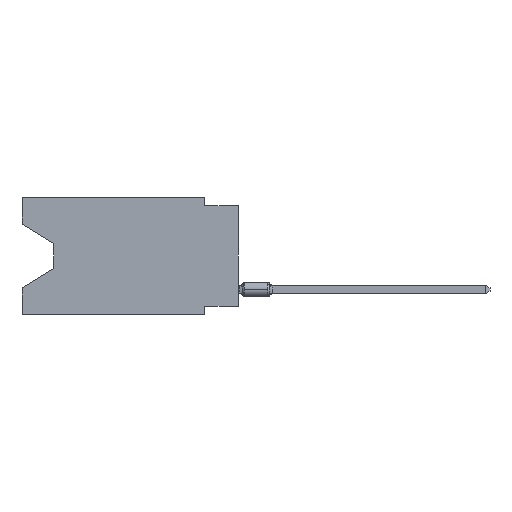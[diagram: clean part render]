
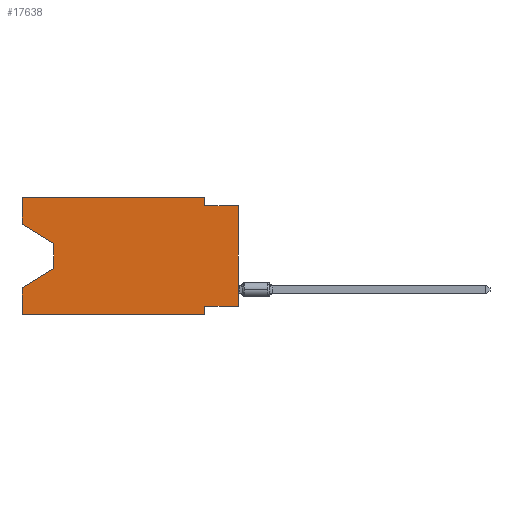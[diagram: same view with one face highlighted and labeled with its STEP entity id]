
A CAD part, left-side view. The second image highlights one B-rep face of the part: STEP entity #17638.
In plain terms, the highlighted planar face has unit normal (-1, 0, 0).
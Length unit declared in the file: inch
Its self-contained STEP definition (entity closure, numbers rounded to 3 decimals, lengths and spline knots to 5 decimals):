
#445 = DIRECTION ( 'NONE',  ( 0., 0., -1. ) ) ;
#822 = ORIENTED_EDGE ( 'NONE', *, *, #14539, .F. ) ;
#2082 = VERTEX_POINT ( 'NONE', #16854 ) ;
#2277 = VERTEX_POINT ( 'NONE', #14289 ) ;
#2354 = DIRECTION ( 'NONE',  ( 0., -1., 0. ) ) ;
#2405 = DIRECTION ( 'NONE',  ( 0., -1., 0. ) ) ;
#2411 = LINE ( 'NONE', #16193, #20192 ) ;
#2926 = PLANE ( 'NONE',  #6964 ) ;
#3063 = VECTOR ( 'NONE', #15791, 39.37008 ) ;
#3218 = EDGE_CURVE ( 'NONE', #2277, #17300, #16977, .T. ) ;
#3527 = VERTEX_POINT ( 'NONE', #22261 ) ;
#3620 = VERTEX_POINT ( 'NONE', #18225 ) ;
#3807 = ORIENTED_EDGE ( 'NONE', *, *, #20204, .F. ) ;
#4162 = LINE ( 'NONE', #11182, #11841 ) ;
#4337 = VECTOR ( 'NONE', #8246, 39.37008 ) ;
#4551 = VECTOR ( 'NONE', #15154, 39.37008 ) ;
#4925 = CARTESIAN_POINT ( 'NONE',  ( 0., 0.645, 0. ) ) ;
#4969 = VERTEX_POINT ( 'NONE', #8362 ) ;
#5114 = EDGE_CURVE ( 'NONE', #15647, #21427, #5478, .T. ) ;
#5192 = EDGE_LOOP ( 'NONE', ( #21549, #5681, #5944, #18162, #18633, #822, #22664, #7526, #21564, #16357, #3807, #9871 ) ) ;
#5478 = LINE ( 'NONE', #10450, #15466 ) ;
#5540 = CARTESIAN_POINT ( 'NONE',  ( 0., 0.55, -0.138 ) ) ;
#5681 = ORIENTED_EDGE ( 'NONE', *, *, #15178, .T. ) ;
#5829 = CARTESIAN_POINT ( 'NONE',  ( 0., 0.55, -0.138 ) ) ;
#5909 = LINE ( 'NONE', #9608, #9515 ) ;
#5944 = ORIENTED_EDGE ( 'NONE', *, *, #20763, .T. ) ;
#6160 = CARTESIAN_POINT ( 'NONE',  ( 0., 0.1, 0. ) ) ;
#6480 = DIRECTION ( 'NONE',  ( 0., 0., -1. ) ) ;
#6877 = EDGE_CURVE ( 'NONE', #17300, #3527, #5909, .T. ) ;
#6964 = AXIS2_PLACEMENT_3D ( 'NONE', #18687, #16732, #6480 ) ;
#7526 = ORIENTED_EDGE ( 'NONE', *, *, #8821, .T. ) ;
#8240 = CARTESIAN_POINT ( 'NONE',  ( 0., 0.1, -0.025 ) ) ;
#8246 = DIRECTION ( 'NONE',  ( 0., 0., -1. ) ) ;
#8362 = CARTESIAN_POINT ( 'NONE',  ( 0., 0.645, -0.26975 ) ) ;
#8661 = VERTEX_POINT ( 'NONE', #16059 ) ;
#8810 = VECTOR ( 'NONE', #445, 39.37008 ) ;
#8821 = EDGE_CURVE ( 'NONE', #20425, #3527, #11824, .T. ) ;
#8865 = VERTEX_POINT ( 'NONE', #10108 ) ;
#9286 = CARTESIAN_POINT ( 'NONE',  ( 0., 0.645, 0. ) ) ;
#9302 = LINE ( 'NONE', #5829, #4337 ) ;
#9445 = LINE ( 'NONE', #12878, #13963 ) ;
#9515 = VECTOR ( 'NONE', #2354, 39.37008 ) ;
#9596 = CARTESIAN_POINT ( 'NONE',  ( 0., 0., -0.325 ) ) ;
#9608 = CARTESIAN_POINT ( 'NONE',  ( 0., 0., -0.025 ) ) ;
#9632 = DIRECTION ( 'NONE',  ( 0., 0., -1. ) ) ;
#9871 = ORIENTED_EDGE ( 'NONE', *, *, #5114, .F. ) ;
#10108 = CARTESIAN_POINT ( 'NONE',  ( 0., 0.1, -0.325 ) ) ;
#10450 = CARTESIAN_POINT ( 'NONE',  ( 0., 0.645, 0. ) ) ;
#10781 = DIRECTION ( 'NONE',  ( 0., 0., 1. ) ) ;
#11182 = CARTESIAN_POINT ( 'NONE',  ( 0., 0.55, -0.212 ) ) ;
#11446 = FACE_OUTER_BOUND ( 'NONE', #5192, .T. ) ;
#11824 = LINE ( 'NONE', #16878, #4551 ) ;
#11841 = VECTOR ( 'NONE', #21767, 39.37008 ) ;
#12504 = DIRECTION ( 'NONE',  ( 0., 0., 1. ) ) ;
#12878 = CARTESIAN_POINT ( 'NONE',  ( 0., 0., -0.325 ) ) ;
#12989 = VECTOR ( 'NONE', #10781, 39.37008 ) ;
#13439 = EDGE_CURVE ( 'NONE', #20425, #8865, #9445, .T. ) ;
#13963 = VECTOR ( 'NONE', #21754, 39.37008 ) ;
#14289 = CARTESIAN_POINT ( 'NONE',  ( 0., 0.1, 0. ) ) ;
#14539 = EDGE_CURVE ( 'NONE', #8865, #3620, #16085, .T. ) ;
#15154 = DIRECTION ( 'NONE',  ( 0., 0., 1. ) ) ;
#15178 = EDGE_CURVE ( 'NONE', #19118, #2082, #9302, .T. ) ;
#15460 = CARTESIAN_POINT ( 'NONE',  ( 0., 0.1, -0.35 ) ) ;
#15466 = VECTOR ( 'NONE', #12504, 39.37008 ) ;
#15647 = VERTEX_POINT ( 'NONE', #19469 ) ;
#15791 = DIRECTION ( 'NONE',  ( 0., -1., 0. ) ) ;
#16059 = CARTESIAN_POINT ( 'NONE',  ( 0., 0.645, -0.35 ) ) ;
#16085 = LINE ( 'NONE', #15460, #8810 ) ;
#16193 = CARTESIAN_POINT ( 'NONE',  ( 0., 0.645, -0.08025 ) ) ;
#16357 = ORIENTED_EDGE ( 'NONE', *, *, #3218, .F. ) ;
#16696 = EDGE_CURVE ( 'NONE', #15647, #19118, #2411, .T. ) ;
#16732 = DIRECTION ( 'NONE',  ( 1., 0., 0. ) ) ;
#16783 = VECTOR ( 'NONE', #9632, 39.37008 ) ;
#16854 = CARTESIAN_POINT ( 'NONE',  ( 0., 0.55, -0.212 ) ) ;
#16878 = CARTESIAN_POINT ( 'NONE',  ( 0., 0., 0. ) ) ;
#16977 = LINE ( 'NONE', #6160, #16783 ) ;
#17300 = VERTEX_POINT ( 'NONE', #8240 ) ;
#17638 = ADVANCED_FACE ( 'NONE', ( #11446 ), #2926, .F. ) ;
#17696 = CARTESIAN_POINT ( 'NONE',  ( 0., 0.645, -0.35 ) ) ;
#18162 = ORIENTED_EDGE ( 'NONE', *, *, #21546, .F. ) ;
#18225 = CARTESIAN_POINT ( 'NONE',  ( 0., 0.1, -0.35 ) ) ;
#18633 = ORIENTED_EDGE ( 'NONE', *, *, #21193, .T. ) ;
#18687 = CARTESIAN_POINT ( 'NONE',  ( 0., 0.645, 0. ) ) ;
#19118 = VERTEX_POINT ( 'NONE', #5540 ) ;
#19264 = CARTESIAN_POINT ( 'NONE',  ( 0., 0.645, 0. ) ) ;
#19365 = LINE ( 'NONE', #19264, #3063 ) ;
#19469 = CARTESIAN_POINT ( 'NONE',  ( 0., 0.645, -0.08025 ) ) ;
#19739 = LINE ( 'NONE', #9286, #12989 ) ;
#19892 = LINE ( 'NONE', #17696, #21730 ) ;
#20192 = VECTOR ( 'NONE', #21080, 39.37008 ) ;
#20204 = EDGE_CURVE ( 'NONE', #21427, #2277, #19365, .T. ) ;
#20425 = VERTEX_POINT ( 'NONE', #9596 ) ;
#20763 = EDGE_CURVE ( 'NONE', #2082, #4969, #4162, .T. ) ;
#21080 = DIRECTION ( 'NONE',  ( 0., -0.855, -0.519 ) ) ;
#21193 = EDGE_CURVE ( 'NONE', #8661, #3620, #19892, .T. ) ;
#21427 = VERTEX_POINT ( 'NONE', #4925 ) ;
#21546 = EDGE_CURVE ( 'NONE', #8661, #4969, #19739, .T. ) ;
#21549 = ORIENTED_EDGE ( 'NONE', *, *, #16696, .T. ) ;
#21564 = ORIENTED_EDGE ( 'NONE', *, *, #6877, .F. ) ;
#21730 = VECTOR ( 'NONE', #2405, 39.37008 ) ;
#21754 = DIRECTION ( 'NONE',  ( 0., 1., 0. ) ) ;
#21767 = DIRECTION ( 'NONE',  ( 0., 0.855, -0.519 ) ) ;
#22261 = CARTESIAN_POINT ( 'NONE',  ( 0., 0., -0.025 ) ) ;
#22664 = ORIENTED_EDGE ( 'NONE', *, *, #13439, .F. ) ;
